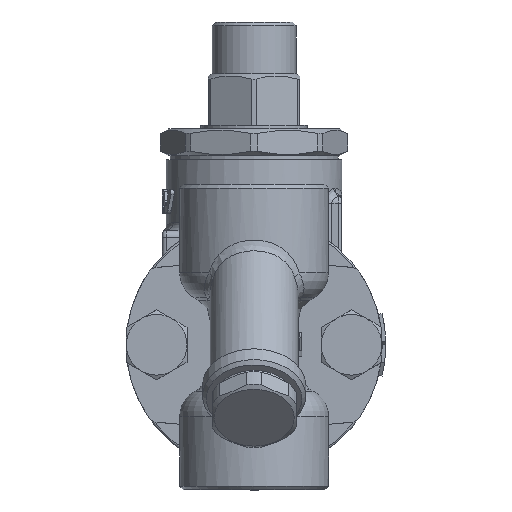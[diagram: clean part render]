
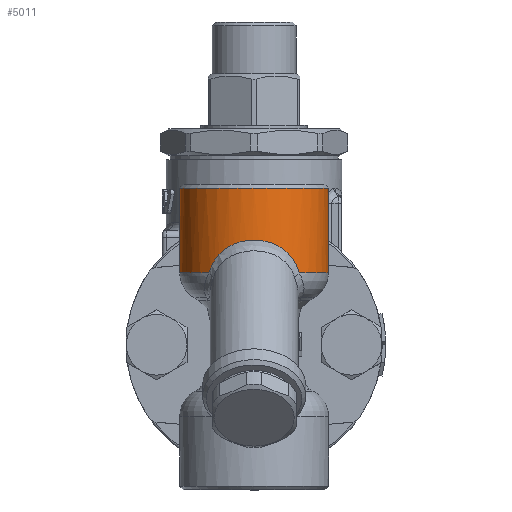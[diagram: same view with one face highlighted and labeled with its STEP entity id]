
A CAD part, left-side view. The second image highlights one B-rep face of the part: STEP entity #5011.
In plain terms, the highlighted cylindrical face has radius 19.5 mm (diameter 39 mm), a full revolution.
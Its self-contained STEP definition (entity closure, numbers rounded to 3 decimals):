
#1576=CARTESIAN_POINT('',(-72.5,16.741,18.83));
#1577=VERTEX_POINT('',#1576);
#1606=CARTESIAN_POINT('',(-72.5,16.741,21.035));
#1607=VERTEX_POINT('',#1606);
#1608=CARTESIAN_POINT('',(-72.5,16.741,18.83));
#1609=DIRECTION('',(0.0,0.0,1.0));
#1610=VECTOR('',#1609,2.205);
#1611=LINE('',#1608,#1610);
#1612=EDGE_CURVE('',#1577,#1607,#1611,.T.);
#2270=CARTESIAN_POINT('',(-72.5,-16.741,21.035));
#2271=VERTEX_POINT('',#2270);
#2278=CARTESIAN_POINT('',(-72.5,-16.741,18.83));
#2279=VERTEX_POINT('',#2278);
#2280=CARTESIAN_POINT('',(-72.5,-16.741,21.035));
#2281=DIRECTION('',(0.0,0.0,-1.0));
#2282=VECTOR('',#2281,2.205);
#2283=LINE('',#2280,#2282);
#2284=EDGE_CURVE('',#2271,#2279,#2283,.T.);
#4914=CARTESIAN_POINT('',(-63.,0.,41.));
#4915=VERTEX_POINT('',#4914);
#4916=CARTESIAN_POINT('',(-82.5,0.0,41.));
#4917=DIRECTION('',(0.0,0.0,1.0));
#4918=DIRECTION('',(-1.0,0.0,0.0));
#4919=AXIS2_PLACEMENT_3D('',#4916,#4917,#4918);
#4920=CIRCLE('',#4919,19.5);
#4921=EDGE_CURVE('',#4915,#4915,#4920,.T.);
#4937=CARTESIAN_POINT('',(-82.5,0.0,30.415));
#4938=DIRECTION('',(0.,0.0,1.0));
#4939=DIRECTION('',(1.0,0.0,0.0));
#4940=AXIS2_PLACEMENT_3D('',#4937,#4938,#4939);
#4941=CYLINDRICAL_SURFACE('',#4940,19.5);
#4942=CARTESIAN_POINT('',(-97.979,-11.859,18.83));
#4943=VERTEX_POINT('',#4942);
#4944=CARTESIAN_POINT('',(-97.979,11.859,18.83));
#4945=VERTEX_POINT('',#4944);
#4946=CARTESIAN_POINT('',(-97.979,-11.859,18.83));
#4947=CARTESIAN_POINT('',(-98.076,-11.733,19.226));
#4948=CARTESIAN_POINT('',(-98.286,-11.452,20.003));
#4949=CARTESIAN_POINT('',(-98.644,-10.944,21.105));
#4950=CARTESIAN_POINT('',(-99.032,-10.35,22.131));
#4951=CARTESIAN_POINT('',(-99.567,-9.46,23.371));
#4952=CARTESIAN_POINT('',(-100.111,-8.414,24.437));
#4953=CARTESIAN_POINT('',(-100.553,-7.385,25.21));
#4954=CARTESIAN_POINT('',(-100.789,-6.771,25.604));
#4955=CARTESIAN_POINT('',(-101.05,-6.038,26.027));
#4956=CARTESIAN_POINT('',(-101.366,-4.998,26.513));
#4957=CARTESIAN_POINT('',(-101.68,-3.612,26.973));
#4958=CARTESIAN_POINT('',(-101.967,-1.713,27.376));
#4959=CARTESIAN_POINT('',(-102.041,0.249,27.477));
#4960=CARTESIAN_POINT('',(-101.904,2.066,27.288));
#4961=CARTESIAN_POINT('',(-101.735,3.262,27.05));
#4962=CARTESIAN_POINT('',(-101.459,4.656,26.652));
#4963=CARTESIAN_POINT('',(-101.075,6.,26.074));
#4964=CARTESIAN_POINT('',(-100.614,7.241,25.317));
#4965=CARTESIAN_POINT('',(-100.114,8.408,24.442));
#4966=CARTESIAN_POINT('',(-99.566,9.463,23.37));
#4967=CARTESIAN_POINT('',(-99.028,10.357,22.121));
#4968=CARTESIAN_POINT('',(-98.517,11.139,20.77));
#4969=CARTESIAN_POINT('',(-98.174,11.605,19.627));
#4970=CARTESIAN_POINT('',(-97.979,11.859,18.83));
#4971=B_SPLINE_CURVE_WITH_KNOTS('',3,(#4946,#4947,#4948,#4949,#4950,#4951,#4952,#4953,#4954,#4955,#4956,#4957,#4958,#4959,#4960,#4961,#4962,#4963,#4964,#4965,#4966,#4967,#4968,#4969,#4970),.UNSPECIFIED.,.F.,.U.,(4,1,1,1,1,1,1,1,1,1,1,1,1,1,1,1,1,1,1,1,1,1,4),(12.178,12.31,12.442,12.574,12.706,12.969,13.101,13.167,13.233,13.409,13.585,13.76,14.112,14.288,14.42,14.551,14.815,14.947,15.079,15.343,15.474,15.606,15.87),.UNSPECIFIED.);
#4972=EDGE_CURVE('',#4943,#4945,#4971,.T.);
#4973=ORIENTED_EDGE('',*,*,#4972,.F.);
#4974=CARTESIAN_POINT('',(-82.5,0.0,18.83));
#4975=DIRECTION('',(0.0,0.0,1.0));
#4976=DIRECTION('',(1.0,0.0,0.0));
#4977=AXIS2_PLACEMENT_3D('',#4974,#4975,#4976);
#4978=CIRCLE('',#4977,19.5);
#4979=EDGE_CURVE('',#4943,#2279,#4978,.T.);
#4980=ORIENTED_EDGE('',*,*,#4979,.T.);
#4981=ORIENTED_EDGE('',*,*,#2284,.F.);
#4982=CARTESIAN_POINT('',(-63.,0.0,22.5));
#4983=VERTEX_POINT('',#4982);
#4984=CARTESIAN_POINT('',(-82.5,0.0,22.5));
#4985=DIRECTION('',(0.0,0.087,-0.996));
#4986=DIRECTION('',(0.,0.996,0.087));
#4987=AXIS2_PLACEMENT_3D('',#4984,#4985,#4986);
#4988=ELLIPSE('',#4987,19.574,19.5);
#4989=EDGE_CURVE('',#4983,#2271,#4988,.T.);
#4990=ORIENTED_EDGE('',*,*,#4989,.F.);
#4991=CARTESIAN_POINT('',(-82.5,0.0,22.5));
#4992=DIRECTION('',(0.,-0.087,-0.996));
#4993=DIRECTION('',(0.,0.996,-0.087));
#4994=AXIS2_PLACEMENT_3D('',#4991,#4992,#4993);
#4995=ELLIPSE('',#4994,19.574,19.5);
#4996=EDGE_CURVE('',#1607,#4983,#4995,.T.);
#4997=ORIENTED_EDGE('',*,*,#4996,.F.);
#4998=ORIENTED_EDGE('',*,*,#1612,.F.);
#4999=CARTESIAN_POINT('',(-82.5,0.0,18.83));
#5000=DIRECTION('',(0.0,0.0,1.0));
#5001=DIRECTION('',(1.0,0.0,0.0));
#5002=AXIS2_PLACEMENT_3D('',#4999,#5000,#5001);
#5003=CIRCLE('',#5002,19.5);
#5004=EDGE_CURVE('',#1577,#4945,#5003,.T.);
#5005=ORIENTED_EDGE('',*,*,#5004,.T.);
#5006=EDGE_LOOP('',(#4973,#4980,#4981,#4990,#4997,#4998,#5005));
#5007=FACE_OUTER_BOUND('',#5006,.T.);
#5008=ORIENTED_EDGE('',*,*,#4921,.F.);
#5009=EDGE_LOOP('',(#5008));
#5010=FACE_BOUND('',#5009,.T.);
#5011=ADVANCED_FACE('',(#5007,#5010),#4941,.T.);
